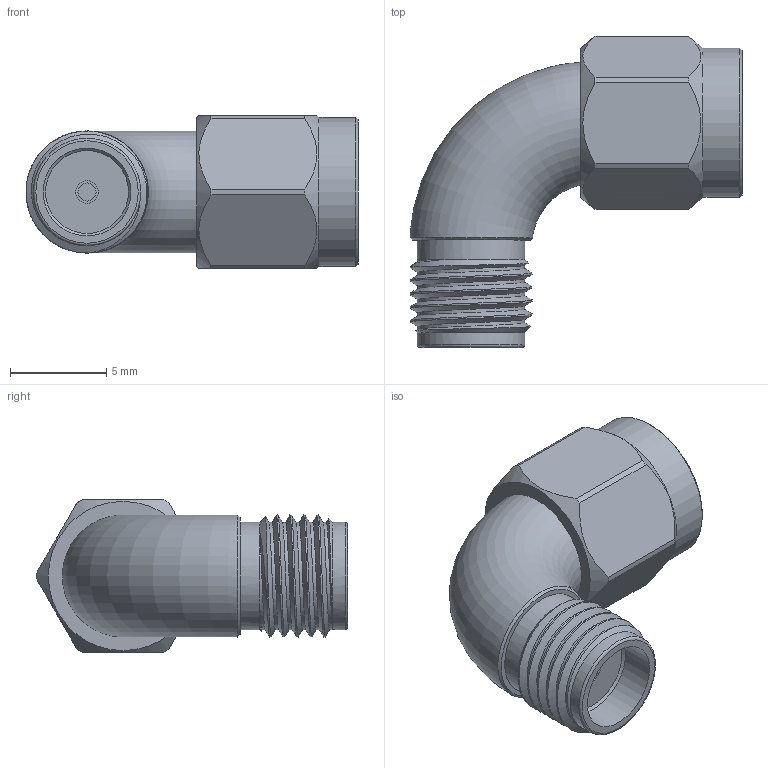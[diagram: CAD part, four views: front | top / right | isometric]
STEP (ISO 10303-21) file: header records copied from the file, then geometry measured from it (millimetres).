
FILE_DESCRIPTION (( 'STEP AP203' ), '1' );
FILE_NAME ('PE91492 ¦ FMAD1192_3D.step', '2020-06-25T19:44:07', ( '' ), ( '' ), 'SwSTEP 2.0', 'SolidWorks 2018', '' );
FILE_SCHEMA (( 'CONFIG_CONTROL_DESIGN' ));
Length unit declared in the file: inch
Products named in the file (1): PE91492 ｦ FMAD1192_3D
Bounding box: 17.27 x 16.18 x 7.94 mm (x, y, z)
Volume: 730.9 mm3; surface area: 857.7 mm2
Topology: 1 solids, 1 shells, 58 faces, 147 edges, 100 vertices
Faces by surface type: cylinder 23, plane 17, bspline 8, cone 8, torus 2
Full cylindrical faces by diameter (mm): 0.94 x2, 1.194 x2, 4.445 x1, 4.572 x1, 5.582 x2, 6.35 x6, 7.762 x1
Entity records: 5951 total; most frequent: CARTESIAN_POINT 4802, ORIENTED_EDGE 232, DIRECTION 178, EDGE_CURVE 116, VERTEX_POINT 94, AXIS2_PLACEMENT_3D 83, EDGE_LOOP 80, FACE_OUTER_BOUND 66
